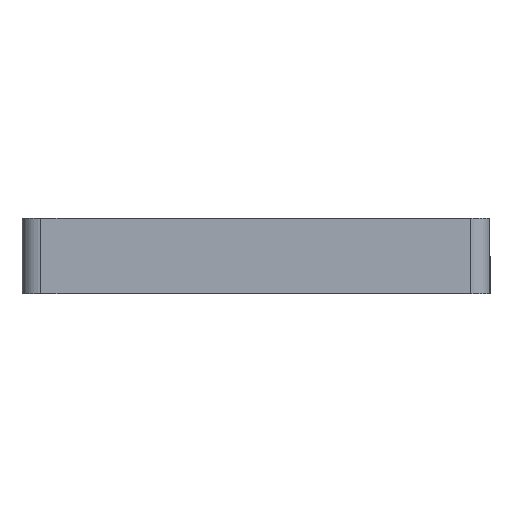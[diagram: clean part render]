
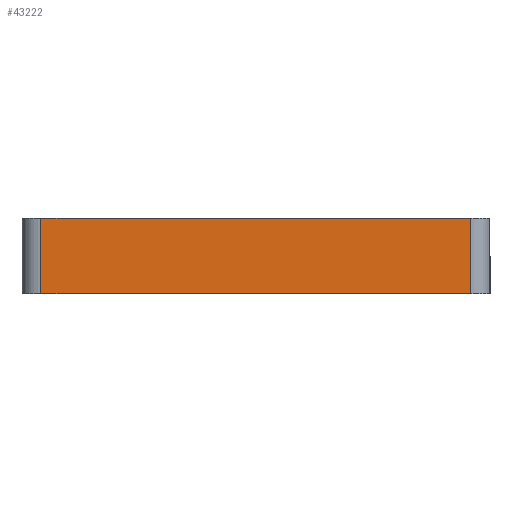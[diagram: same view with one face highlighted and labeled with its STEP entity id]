
A CAD part, left-side view. The second image highlights one B-rep face of the part: STEP entity #43222.
In plain terms, the highlighted planar face has unit normal (-1, 0, 0).
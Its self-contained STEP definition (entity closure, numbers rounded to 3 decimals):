
#336 = PLANE('',#337);
#337 = AXIS2_PLACEMENT_3D('',#338,#339,#340);
#338 = CARTESIAN_POINT('',(-0.904,-0.698,0.));
#339 = DIRECTION('',(-0.,-0.,-1.));
#340 = DIRECTION('',(-1.,0.,0.));
#19796 = VERTEX_POINT('',#19797);
#19797 = CARTESIAN_POINT('',(-37.5,-17.,0.));
#19816 = CYLINDRICAL_SURFACE('',#19817,1.5);
#19817 = AXIS2_PLACEMENT_3D('',#19818,#19819,#19820);
#19818 = CARTESIAN_POINT('',(-36.,-17.,0.));
#19819 = DIRECTION('',(-0.,-0.,-1.));
#19820 = DIRECTION('',(1.,0.,0.));
#19828 = EDGE_CURVE('',#19829,#19796,#19831,.T.);
#19829 = VERTEX_POINT('',#19830);
#19830 = CARTESIAN_POINT('',(-37.5,17.,0.));
#19831 = SURFACE_CURVE('',#19832,(#19836,#19843),.PCURVE_S1.);
#19832 = LINE('',#19833,#19834);
#19833 = CARTESIAN_POINT('',(-37.5,17.,0.));
#19834 = VECTOR('',#19835,1.);
#19835 = DIRECTION('',(0.,-1.,0.));
#19836 = PCURVE('',#336,#19837);
#19837 = DEFINITIONAL_REPRESENTATION('',(#19838),#19842);
#19838 = LINE('',#19839,#19840);
#19839 = CARTESIAN_POINT('',(36.596,17.698));
#19840 = VECTOR('',#19841,1.);
#19841 = DIRECTION('',(0.,-1.));
#19842 = ( GEOMETRIC_REPRESENTATION_CONTEXT(2) 
PARAMETRIC_REPRESENTATION_CONTEXT() REPRESENTATION_CONTEXT('2D SPACE',''
  ) );
#19843 = PCURVE('',#19844,#19849);
#19844 = PLANE('',#19845);
#19845 = AXIS2_PLACEMENT_3D('',#19846,#19847,#19848);
#19846 = CARTESIAN_POINT('',(-37.5,0.,3.));
#19847 = DIRECTION('',(-1.,0.,0.));
#19848 = DIRECTION('',(0.,0.,-1.));
#19849 = DEFINITIONAL_REPRESENTATION('',(#19850),#19854);
#19850 = LINE('',#19851,#19852);
#19851 = CARTESIAN_POINT('',(3.,-17.));
#19852 = VECTOR('',#19853,1.);
#19853 = DIRECTION('',(-0.,1.));
#19854 = ( GEOMETRIC_REPRESENTATION_CONTEXT(2) 
PARAMETRIC_REPRESENTATION_CONTEXT() REPRESENTATION_CONTEXT('2D SPACE',''
  ) );
#19877 = CYLINDRICAL_SURFACE('',#19878,1.5);
#19878 = AXIS2_PLACEMENT_3D('',#19879,#19880,#19881);
#19879 = CARTESIAN_POINT('',(-36.,17.,0.));
#19880 = DIRECTION('',(-0.,-0.,-1.));
#19881 = DIRECTION('',(1.,0.,0.));
#20459 = PLANE('',#20460);
#20460 = AXIS2_PLACEMENT_3D('',#20461,#20462,#20463);
#20461 = CARTESIAN_POINT('',(-31.5,0.,6.));
#20462 = DIRECTION('',(-0.,-0.,-1.));
#20463 = DIRECTION('',(-1.,0.,0.));
#43172 = EDGE_CURVE('',#19829,#43173,#43175,.T.);
#43173 = VERTEX_POINT('',#43174);
#43174 = CARTESIAN_POINT('',(-37.5,17.,6.));
#43175 = SURFACE_CURVE('',#43176,(#43180,#43187),.PCURVE_S1.);
#43176 = LINE('',#43177,#43178);
#43177 = CARTESIAN_POINT('',(-37.5,17.,3.));
#43178 = VECTOR('',#43179,1.);
#43179 = DIRECTION('',(0.,0.,1.));
#43180 = PCURVE('',#19877,#43181);
#43181 = DEFINITIONAL_REPRESENTATION('',(#43182),#43186);
#43182 = LINE('',#43183,#43184);
#43183 = CARTESIAN_POINT('',(-3.142,-3.));
#43184 = VECTOR('',#43185,1.);
#43185 = DIRECTION('',(-0.,-1.));
#43186 = ( GEOMETRIC_REPRESENTATION_CONTEXT(2) 
PARAMETRIC_REPRESENTATION_CONTEXT() REPRESENTATION_CONTEXT('2D SPACE',''
  ) );
#43187 = PCURVE('',#19844,#43188);
#43188 = DEFINITIONAL_REPRESENTATION('',(#43189),#43193);
#43189 = LINE('',#43190,#43191);
#43190 = CARTESIAN_POINT('',(0.,-17.));
#43191 = VECTOR('',#43192,1.);
#43192 = DIRECTION('',(-1.,0.));
#43193 = ( GEOMETRIC_REPRESENTATION_CONTEXT(2) 
PARAMETRIC_REPRESENTATION_CONTEXT() REPRESENTATION_CONTEXT('2D SPACE',''
  ) );
#43222 = ADVANCED_FACE('',(#43223),#19844,.T.);
#43223 = FACE_BOUND('',#43224,.T.);
#43224 = EDGE_LOOP('',(#43225,#43226,#43249,#43270));
#43225 = ORIENTED_EDGE('',*,*,#19828,.T.);
#43226 = ORIENTED_EDGE('',*,*,#43227,.T.);
#43227 = EDGE_CURVE('',#19796,#43228,#43230,.T.);
#43228 = VERTEX_POINT('',#43229);
#43229 = CARTESIAN_POINT('',(-37.5,-17.,6.));
#43230 = SURFACE_CURVE('',#43231,(#43235,#43242),.PCURVE_S1.);
#43231 = LINE('',#43232,#43233);
#43232 = CARTESIAN_POINT('',(-37.5,-17.,0.));
#43233 = VECTOR('',#43234,1.);
#43234 = DIRECTION('',(0.,0.,1.));
#43235 = PCURVE('',#19844,#43236);
#43236 = DEFINITIONAL_REPRESENTATION('',(#43237),#43241);
#43237 = LINE('',#43238,#43239);
#43238 = CARTESIAN_POINT('',(3.,17.));
#43239 = VECTOR('',#43240,1.);
#43240 = DIRECTION('',(-1.,0.));
#43241 = ( GEOMETRIC_REPRESENTATION_CONTEXT(2) 
PARAMETRIC_REPRESENTATION_CONTEXT() REPRESENTATION_CONTEXT('2D SPACE',''
  ) );
#43242 = PCURVE('',#19816,#43243);
#43243 = DEFINITIONAL_REPRESENTATION('',(#43244),#43248);
#43244 = LINE('',#43245,#43246);
#43245 = CARTESIAN_POINT('',(-3.142,0.));
#43246 = VECTOR('',#43247,1.);
#43247 = DIRECTION('',(-0.,-1.));
#43248 = ( GEOMETRIC_REPRESENTATION_CONTEXT(2) 
PARAMETRIC_REPRESENTATION_CONTEXT() REPRESENTATION_CONTEXT('2D SPACE',''
  ) );
#43249 = ORIENTED_EDGE('',*,*,#43250,.F.);
#43250 = EDGE_CURVE('',#43173,#43228,#43251,.T.);
#43251 = SURFACE_CURVE('',#43252,(#43256,#43263),.PCURVE_S1.);
#43252 = LINE('',#43253,#43254);
#43253 = CARTESIAN_POINT('',(-37.5,17.,6.));
#43254 = VECTOR('',#43255,1.);
#43255 = DIRECTION('',(0.,-1.,0.));
#43256 = PCURVE('',#19844,#43257);
#43257 = DEFINITIONAL_REPRESENTATION('',(#43258),#43262);
#43258 = LINE('',#43259,#43260);
#43259 = CARTESIAN_POINT('',(-3.,-17.));
#43260 = VECTOR('',#43261,1.);
#43261 = DIRECTION('',(-0.,1.));
#43262 = ( GEOMETRIC_REPRESENTATION_CONTEXT(2) 
PARAMETRIC_REPRESENTATION_CONTEXT() REPRESENTATION_CONTEXT('2D SPACE',''
  ) );
#43263 = PCURVE('',#20459,#43264);
#43264 = DEFINITIONAL_REPRESENTATION('',(#43265),#43269);
#43265 = LINE('',#43266,#43267);
#43266 = CARTESIAN_POINT('',(6.,17.));
#43267 = VECTOR('',#43268,1.);
#43268 = DIRECTION('',(0.,-1.));
#43269 = ( GEOMETRIC_REPRESENTATION_CONTEXT(2) 
PARAMETRIC_REPRESENTATION_CONTEXT() REPRESENTATION_CONTEXT('2D SPACE',''
  ) );
#43270 = ORIENTED_EDGE('',*,*,#43172,.F.);
